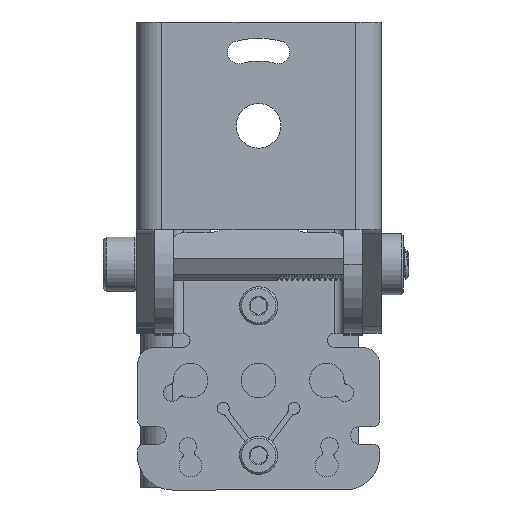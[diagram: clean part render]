
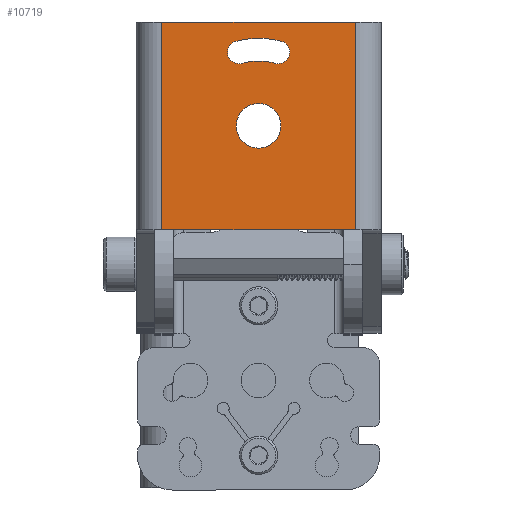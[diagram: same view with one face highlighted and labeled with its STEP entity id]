
A CAD part, front view. The second image highlights one B-rep face of the part: STEP entity #10719.
In plain terms, the highlighted planar face has unit normal (0, -1, 0).
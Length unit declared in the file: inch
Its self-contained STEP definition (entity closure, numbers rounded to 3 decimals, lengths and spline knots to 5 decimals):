
#417 = EDGE_LOOP ( 'NONE', ( #6505, #14429, #3305, #9598 ) ) ;
#418 = CARTESIAN_POINT ( 'NONE',  ( 0., 0., 0. ) ) ;
#517 = CARTESIAN_POINT ( 'NONE',  ( 0.121, 0., 0.45157 ) ) ;
#535 = EDGE_CURVE ( 'NONE', #23317, #10258, #3441, .T. ) ;
#1033 = ORIENTED_EDGE ( 'NONE', *, *, #16043, .F. ) ;
#1267 = LINE ( 'NONE', #24958, #4810 ) ;
#1639 = ORIENTED_EDGE ( 'NONE', *, *, #535, .F. ) ;
#2063 = CARTESIAN_POINT ( 'NONE',  ( 0., 0., 0. ) ) ;
#2494 = VERTEX_POINT ( 'NONE', #5245 ) ;
#2534 = ORIENTED_EDGE ( 'NONE', *, *, #19500, .F. ) ;
#2969 = DIRECTION ( 'NONE',  ( 0., 0., 1. ) ) ;
#3064 = ORIENTED_EDGE ( 'NONE', *, *, #22169, .F. ) ;
#3305 = ORIENTED_EDGE ( 'NONE', *, *, #6917, .T. ) ;
#3441 = CIRCLE ( 'NONE', #19911, 0.0825 ) ;
#3710 = CARTESIAN_POINT ( 'NONE',  ( -0.75, 0., 0.75 ) ) ;
#3821 = VERTEX_POINT ( 'NONE', #9163 ) ;
#3838 = ORIENTED_EDGE ( 'NONE', *, *, #23628, .T. ) ;
#3992 = AXIS2_PLACEMENT_3D ( 'NONE', #418, #22663, #23049 ) ;
#4733 = EDGE_LOOP ( 'NONE', ( #19384, #3838 ) ) ;
#4750 = EDGE_CURVE ( 'NONE', #8272, #3821, #1267, .T. ) ;
#4810 = VECTOR ( 'NONE', #13338, 39.37008 ) ;
#4850 = AXIS2_PLACEMENT_3D ( 'NONE', #8677, #12786, #10413 ) ;
#4961 = DIRECTION ( 'NONE',  ( 0., 1., 0. ) ) ;
#5081 = EDGE_CURVE ( 'NONE', #10258, #8403, #24264, .T. ) ;
#5245 = CARTESIAN_POINT ( 'NONE',  ( 0., 0., -0.1615 ) ) ;
#5464 = CARTESIAN_POINT ( 'NONE',  ( -0.121, 0., 0.45157 ) ) ;
#5639 = VERTEX_POINT ( 'NONE', #6991 ) ;
#5686 = CARTESIAN_POINT ( 'NONE',  ( -0.1637, 0., 0.61095 ) ) ;
#5697 = AXIS2_PLACEMENT_3D ( 'NONE', #9226, #11197, #9084 ) ;
#5882 = DIRECTION ( 'NONE',  ( 0., 0., 1. ) ) ;
#6415 = CARTESIAN_POINT ( 'NONE',  ( 0., 0., 0. ) ) ;
#6505 = ORIENTED_EDGE ( 'NONE', *, *, #4750, .T. ) ;
#6549 = CIRCLE ( 'NONE', #4850, 0.4675 ) ;
#6565 = EDGE_LOOP ( 'NONE', ( #2534, #16333, #3064, #11284, #1639, #1033 ) ) ;
#6681 = FACE_OUTER_BOUND ( 'NONE', #417, .T. ) ;
#6683 = CARTESIAN_POINT ( 'NONE',  ( -0.7, 0., 0.75 ) ) ;
#6917 = EDGE_CURVE ( 'NONE', #23016, #5639, #11470, .T. ) ;
#6991 = CARTESIAN_POINT ( 'NONE',  ( -0.7, 0., -0.75 ) ) ;
#7805 = DIRECTION ( 'NONE',  ( 1., 0., 0. ) ) ;
#8272 = VERTEX_POINT ( 'NONE', #25355 ) ;
#8403 = VERTEX_POINT ( 'NONE', #17554 ) ;
#8677 = CARTESIAN_POINT ( 'NONE',  ( 0., 0., 0. ) ) ;
#9084 = DIRECTION ( 'NONE',  ( 0., 0., 1. ) ) ;
#9163 = CARTESIAN_POINT ( 'NONE',  ( 0.7, 0., 0.75 ) ) ;
#9226 = CARTESIAN_POINT ( 'NONE',  ( 0., 0., 0. ) ) ;
#9598 = ORIENTED_EDGE ( 'NONE', *, *, #15691, .F. ) ;
#10258 = VERTEX_POINT ( 'NONE', #17701 ) ;
#10413 = DIRECTION ( 'NONE',  ( 0., 0., 1. ) ) ;
#10535 = FACE_BOUND ( 'NONE', #4733, .T. ) ;
#10719 = ADVANCED_FACE ( 'NONE', ( #16485, #10535, #6681 ), #14771, .F. ) ;
#10862 = VERTEX_POINT ( 'NONE', #5464 ) ;
#11197 = DIRECTION ( 'NONE',  ( 0., -1., 0. ) ) ;
#11284 = ORIENTED_EDGE ( 'NONE', *, *, #5081, .F. ) ;
#11470 = LINE ( 'NONE', #19530, #24429 ) ;
#11625 = CIRCLE ( 'NONE', #12036, 0.1615 ) ;
#12036 = AXIS2_PLACEMENT_3D ( 'NONE', #2063, #16233, #24298 ) ;
#12040 = DIRECTION ( 'NONE',  ( 0., 1., 0. ) ) ;
#12308 = CARTESIAN_POINT ( 'NONE',  ( 0., 0., 0. ) ) ;
#12786 = DIRECTION ( 'NONE',  ( 0., 1., 0. ) ) ;
#13338 = DIRECTION ( 'NONE',  ( 0., 0., 1. ) ) ;
#13663 = VERTEX_POINT ( 'NONE', #23877 ) ;
#13784 = LINE ( 'NONE', #3710, #19064 ) ;
#14429 = ORIENTED_EDGE ( 'NONE', *, *, #14814, .F. ) ;
#14645 = CIRCLE ( 'NONE', #17585, 0.1615 ) ;
#14771 = PLANE ( 'NONE',  #22613 ) ;
#14793 = VERTEX_POINT ( 'NONE', #5686 ) ;
#14814 = EDGE_CURVE ( 'NONE', #23016, #3821, #13784, .T. ) ;
#14885 = DIRECTION ( 'NONE',  ( 0., -1., 0. ) ) ;
#15416 = CIRCLE ( 'NONE', #5697, 0.6325 ) ;
#15427 = DIRECTION ( 'NONE',  ( 0., -1., 0. ) ) ;
#15490 = CARTESIAN_POINT ( 'NONE',  ( 0., 0., 0. ) ) ;
#15691 = EDGE_CURVE ( 'NONE', #8272, #5639, #20841, .T. ) ;
#16043 = EDGE_CURVE ( 'NONE', #19007, #23317, #16160, .T. ) ;
#16160 = CIRCLE ( 'NONE', #24188, 0.4675 ) ;
#16233 = DIRECTION ( 'NONE',  ( 0., 1., 0. ) ) ;
#16290 = CARTESIAN_POINT ( 'NONE',  ( 0., 0., 0.4675 ) ) ;
#16333 = ORIENTED_EDGE ( 'NONE', *, *, #25913, .F. ) ;
#16485 = FACE_BOUND ( 'NONE', #6565, .T. ) ;
#17549 = DIRECTION ( 'NONE',  ( 0., 0., -1. ) ) ;
#17554 = CARTESIAN_POINT ( 'NONE',  ( 0., 0., 0.6325 ) ) ;
#17585 = AXIS2_PLACEMENT_3D ( 'NONE', #15490, #12040, #25662 ) ;
#17601 = AXIS2_PLACEMENT_3D ( 'NONE', #19910, #15427, #5882 ) ;
#17701 = CARTESIAN_POINT ( 'NONE',  ( 0.1637, 0., 0.61095 ) ) ;
#18006 = DIRECTION ( 'NONE',  ( 0., 1., 0. ) ) ;
#18869 = CARTESIAN_POINT ( 'NONE',  ( -0.75, 0., -0.75 ) ) ;
#19007 = VERTEX_POINT ( 'NONE', #16290 ) ;
#19064 = VECTOR ( 'NONE', #7805, 39.37008 ) ;
#19384 = ORIENTED_EDGE ( 'NONE', *, *, #22110, .T. ) ;
#19500 = EDGE_CURVE ( 'NONE', #10862, #19007, #6549, .T. ) ;
#19530 = CARTESIAN_POINT ( 'NONE',  ( -0.7, 0., 0.75 ) ) ;
#19910 = CARTESIAN_POINT ( 'NONE',  ( -0.14235, 0., 0.53126 ) ) ;
#19911 = AXIS2_PLACEMENT_3D ( 'NONE', #25183, #14885, #2969 ) ;
#20826 = DIRECTION ( 'NONE',  ( 0., 0., 1. ) ) ;
#20841 = LINE ( 'NONE', #18869, #22071 ) ;
#20984 = DIRECTION ( 'NONE',  ( -1., 0., 0. ) ) ;
#22071 = VECTOR ( 'NONE', #20984, 39.37008 ) ;
#22110 = EDGE_CURVE ( 'NONE', #13663, #2494, #11625, .T. ) ;
#22169 = EDGE_CURVE ( 'NONE', #8403, #14793, #15416, .T. ) ;
#22254 = CIRCLE ( 'NONE', #17601, 0.0825 ) ;
#22613 = AXIS2_PLACEMENT_3D ( 'NONE', #6415, #4961, #20826 ) ;
#22663 = DIRECTION ( 'NONE',  ( 0., -1., 0. ) ) ;
#23016 = VERTEX_POINT ( 'NONE', #6683 ) ;
#23049 = DIRECTION ( 'NONE',  ( 0., 0., 1. ) ) ;
#23317 = VERTEX_POINT ( 'NONE', #517 ) ;
#23628 = EDGE_CURVE ( 'NONE', #2494, #13663, #14645, .T. ) ;
#23877 = CARTESIAN_POINT ( 'NONE',  ( 0., 0., 0.1615 ) ) ;
#24188 = AXIS2_PLACEMENT_3D ( 'NONE', #12308, #18006, #24346 ) ;
#24264 = CIRCLE ( 'NONE', #3992, 0.6325 ) ;
#24298 = DIRECTION ( 'NONE',  ( 0., 0., 1. ) ) ;
#24346 = DIRECTION ( 'NONE',  ( 0., 0., 1. ) ) ;
#24429 = VECTOR ( 'NONE', #17549, 39.37008 ) ;
#24958 = CARTESIAN_POINT ( 'NONE',  ( 0.7, 0., -0.75 ) ) ;
#25183 = CARTESIAN_POINT ( 'NONE',  ( 0.14235, 0., 0.53126 ) ) ;
#25355 = CARTESIAN_POINT ( 'NONE',  ( 0.7, 0., -0.75 ) ) ;
#25662 = DIRECTION ( 'NONE',  ( 0., 0., 1. ) ) ;
#25913 = EDGE_CURVE ( 'NONE', #14793, #10862, #22254, .T. ) ;
